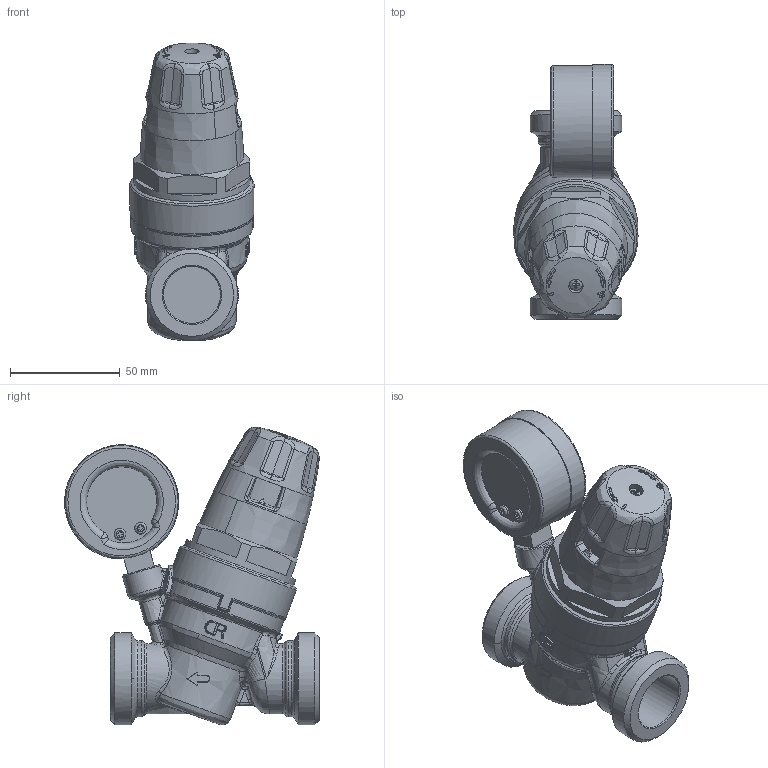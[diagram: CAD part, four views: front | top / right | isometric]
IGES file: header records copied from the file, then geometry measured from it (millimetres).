
Global section: file name: NA535861HA_Simplify_1; native system: Autodesk Inventor 2025; preprocessor: unknown; author: ischreiner; date: 20250819.104905; units: inch
Bounding box: 56.44 x 115.95 x 135.57 mm (x, y, z)
Volume: 308758.3 mm3; surface area: 48357.4 mm2
Topology: 4 solids, 4 shells, 1478 faces, 3955 edges, 2487 vertices
Faces by surface type: bspline 1478
